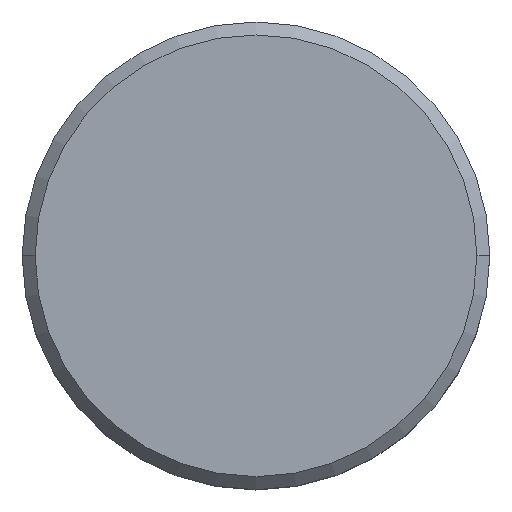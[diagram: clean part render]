
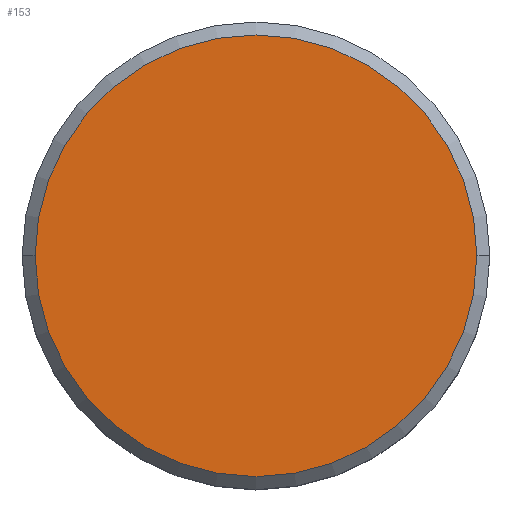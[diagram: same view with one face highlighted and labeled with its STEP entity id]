
A CAD part, top view. The second image highlights one B-rep face of the part: STEP entity #153.
In plain terms, the highlighted planar face has unit normal (0, 0, 1).
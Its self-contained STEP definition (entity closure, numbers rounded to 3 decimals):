
#60 = CIRCLE ( 'NONE', #398, 8.5 ) ;
#70 = CARTESIAN_POINT ( 'NONE',  ( -8.5, 0., 0. ) ) ;
#115 = CIRCLE ( 'NONE', #146, 8.5 ) ;
#120 = DIRECTION ( 'NONE',  ( 0., 0., 1. ) ) ;
#126 = DIRECTION ( 'NONE',  ( 1., 0., 0. ) ) ;
#134 = EDGE_CURVE ( 'NONE', #247, #418, #60, .T. ) ;
#135 = CARTESIAN_POINT ( 'NONE',  ( 8.5, 0., 0. ) ) ;
#142 = CARTESIAN_POINT ( 'NONE',  ( 0., 0., 0. ) ) ;
#146 = AXIS2_PLACEMENT_3D ( 'NONE', #142, #417, #390 ) ;
#153 = ADVANCED_FACE ( 'NONE', ( #269 ), #380, .T. ) ;
#247 = VERTEX_POINT ( 'NONE', #135 ) ;
#261 = AXIS2_PLACEMENT_3D ( 'NONE', #378, #408, #369 ) ;
#269 = FACE_OUTER_BOUND ( 'NONE', #377, .T. ) ;
#297 = ORIENTED_EDGE ( 'NONE', *, *, #326, .T. ) ;
#326 = EDGE_CURVE ( 'NONE', #418, #247, #115, .T. ) ;
#369 = DIRECTION ( 'NONE',  ( 1., 0., 0. ) ) ;
#377 = EDGE_LOOP ( 'NONE', ( #297, #455 ) ) ;
#378 = CARTESIAN_POINT ( 'NONE',  ( 0., 0., 0. ) ) ;
#380 = PLANE ( 'NONE',  #261 ) ;
#390 = DIRECTION ( 'NONE',  ( 1., 0., 0. ) ) ;
#398 = AXIS2_PLACEMENT_3D ( 'NONE', #445, #120, #126 ) ;
#408 = DIRECTION ( 'NONE',  ( 0., 0., 1. ) ) ;
#417 = DIRECTION ( 'NONE',  ( 0., 0., 1. ) ) ;
#418 = VERTEX_POINT ( 'NONE', #70 ) ;
#445 = CARTESIAN_POINT ( 'NONE',  ( 0., 0., 0. ) ) ;
#455 = ORIENTED_EDGE ( 'NONE', *, *, #134, .T. ) ;
